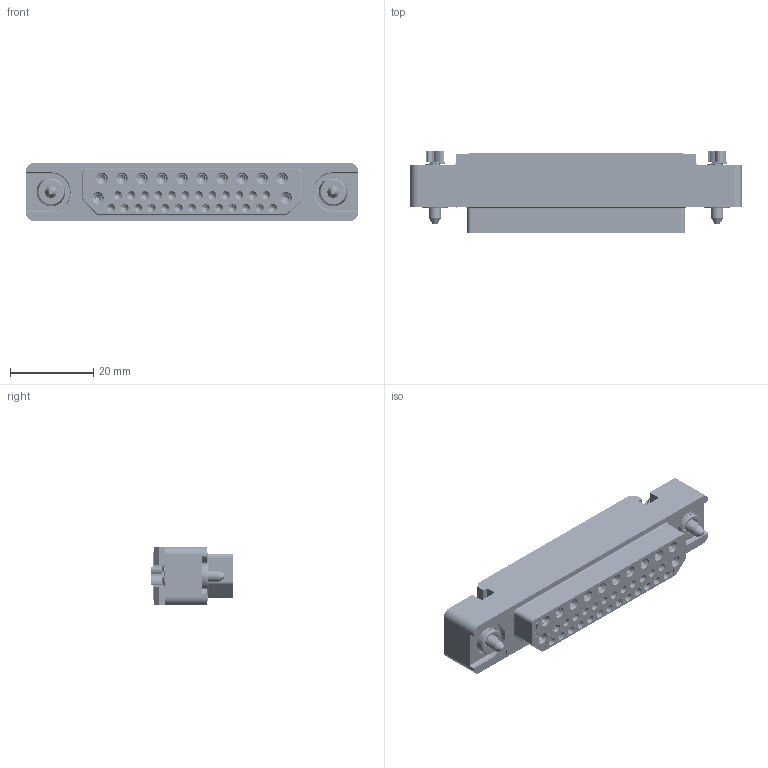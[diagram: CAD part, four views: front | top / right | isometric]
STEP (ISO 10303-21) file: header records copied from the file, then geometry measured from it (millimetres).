
FILE_DESCRIPTION((''),'2;1');
FILE_NAME('1900ND09S2A00B','2020-08-03T',('presta_be4'),(''),'CREO PARAMETRIC BY PTC INC, 2018360','CREO PARAMETRIC BY PTC INC, 2018360','');
FILE_SCHEMA(('CONFIG_CONTROL_DESIGN'));
Products named in the file (1): 1900ND09S2A00B
Bounding box: 80 x 19.91 x 14 mm (x, y, z)
Volume: 13760.3 mm3; surface area: 22192.6 mm2
Topology: 3 solids, 3 shells, 5966 faces, 15795 edges, 9769 vertices
Faces by surface type: plane 2643, cone 1305, cylinder 1134, torus 856, extrusion 28
Entity records: 208149 total; most frequent: CARTESIAN_POINT 61168, ORIENTED_EDGE 31286, DIRECTION 30736, EDGE_CURVE 15643, AXIS2_PLACEMENT_3D 11710, VERTEX_POINT 9769, VECTOR 7316, LINE 7288
